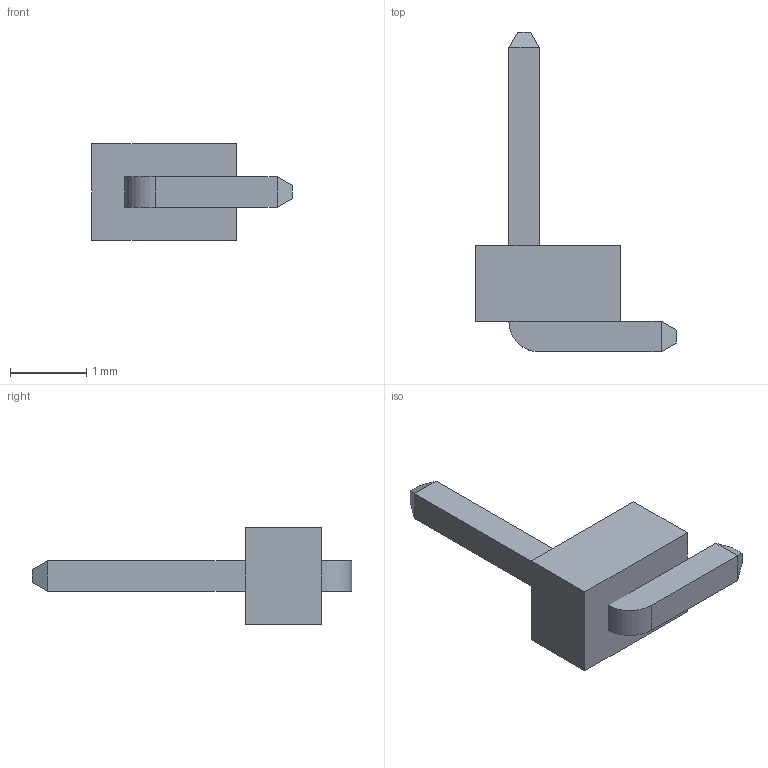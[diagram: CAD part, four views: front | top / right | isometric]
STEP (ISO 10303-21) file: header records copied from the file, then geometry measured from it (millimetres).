
FILE_DESCRIPTION (( 'STEP AP203' ), '1' );
FILE_NAME ('1_27mm_single_pin_assembled.STEP', '2015-11-03T20:32:18', ( 'John' ), ( '' ), 'SwSTEP 2.0', 'SolidWorks 2012', '' );
FILE_SCHEMA (( 'CONFIG_CONTROL_DESIGN' ));
Length unit declared in the file: millimetre
Products named in the file (3): 1_27mm_single_pin_assembled; 1_27mm_plastic_for_pin; 1_27mm_pin_right_angle
Assembly tree (2 placements, depth 2):
  1_27mm_single_pin_assembled
    1_27mm_pin_right_angle
    1_27mm_plastic_for_pin
Bounding box: 2.63 x 4.2 x 1.27 mm (x, y, z)
Volume: 3.2 mm3; surface area: 21.9 mm2
Topology: 2 solids, 2 shells, 27 faces, 61 edges, 38 vertices
Faces by surface type: plane 26, cylinder 1
Entity records: 1042 total; most frequent: CARTESIAN_POINT 131, DIRECTION 127, ORIENTED_EDGE 122, EDGE_CURVE 61, VECTOR 59, LINE 59, VERTEX_POINT 38, AXIS2_PLACEMENT_3D 34
